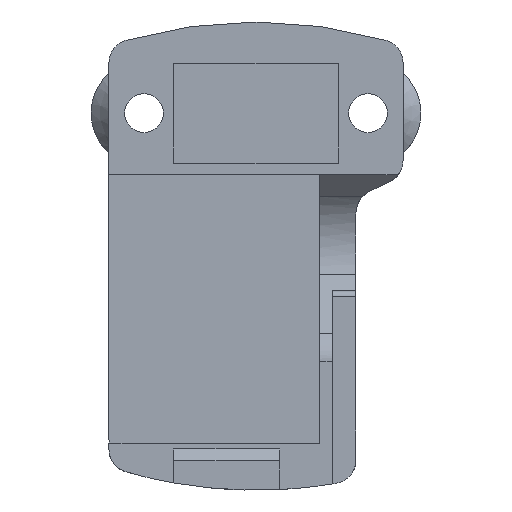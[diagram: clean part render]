
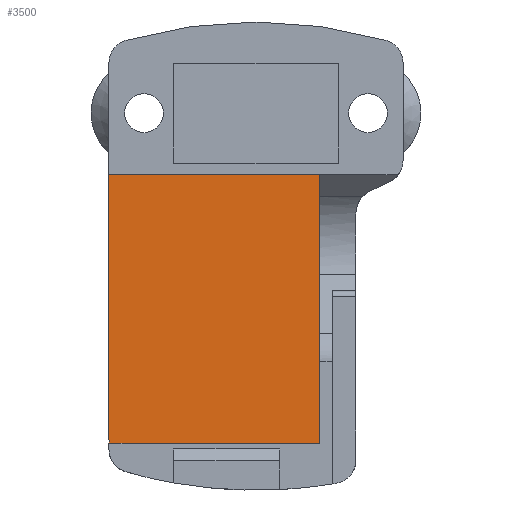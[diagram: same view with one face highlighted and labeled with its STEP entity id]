
A CAD part, front view. The second image highlights one B-rep face of the part: STEP entity #3500.
In plain terms, the highlighted planar face has unit normal (0, -1, 0).
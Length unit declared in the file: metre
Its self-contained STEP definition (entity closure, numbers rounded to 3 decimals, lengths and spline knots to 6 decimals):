
#200=B_SPLINE_CURVE_WITH_KNOTS('',3,(#4821,#4822,#4823,#4824),
 .UNSPECIFIED.,.F.,.F.,(4,4),(0.,0.00034),.UNSPECIFIED.);
#612=ORIENTED_EDGE('',*,*,#1645,.T.);
#613=ORIENTED_EDGE('',*,*,#1646,.T.);
#614=ORIENTED_EDGE('',*,*,#1647,.T.);
#615=ORIENTED_EDGE('',*,*,#1648,.F.);
#616=ORIENTED_EDGE('',*,*,#1641,.F.);
#617=ORIENTED_EDGE('',*,*,#1649,.F.);
#1641=EDGE_CURVE('',#2154,#2155,#2471,.T.);
#1645=EDGE_CURVE('',#2158,#2159,#2474,.T.);
#1646=EDGE_CURVE('',#2159,#2160,#200,.T.);
#1647=EDGE_CURVE('',#2160,#2161,#2475,.T.);
#1648=EDGE_CURVE('',#2155,#2161,#2476,.T.);
#1649=EDGE_CURVE('',#2158,#2154,#2477,.T.);
#2154=VERTEX_POINT('',#4810);
#2155=VERTEX_POINT('',#4811);
#2158=VERTEX_POINT('',#4819);
#2159=VERTEX_POINT('',#4820);
#2160=VERTEX_POINT('',#4825);
#2161=VERTEX_POINT('',#4827);
#2471=LINE('',#4809,#2722);
#2474=LINE('',#4818,#2725);
#2475=LINE('',#4826,#2726);
#2476=LINE('',#4828,#2727);
#2477=LINE('',#4829,#2728);
#2722=VECTOR('',#4013,1.);
#2725=VECTOR('',#4020,1.);
#2726=VECTOR('',#4021,1.);
#2727=VECTOR('',#4022,1.);
#2728=VECTOR('',#4023,1.);
#2949=EDGE_LOOP('',(#612,#613,#614,#615,#616,#617));
#3190=FACE_BOUND('',#2949,.T.);
#3419=PLANE('',#3751);
#3500=ADVANCED_FACE('',(#3190),#3419,.T.);
#3751=AXIS2_PLACEMENT_3D('',#4817,#4018,#4019);
#4013=DIRECTION('',(0.,0.,-1.));
#4018=DIRECTION('',(0.,-1.,0.));
#4019=DIRECTION('',(1.,0.,0.));
#4020=DIRECTION('',(0.,0.,-1.));
#4021=DIRECTION('',(1.,0.,0.));
#4022=DIRECTION('',(0.,0.,-1.));
#4023=DIRECTION('',(1.,0.,0.));
#4809=CARTESIAN_POINT('',(0.0054,0.,0.0114));
#4810=CARTESIAN_POINT('',(0.0054,0.,0.0228));
#4811=CARTESIAN_POINT('',(0.0054,0.,0.0166));
#4817=CARTESIAN_POINT('',(-0.00585,0.,0.0114));
#4818=CARTESIAN_POINT('',(-0.0125,0.,0.0159));
#4819=CARTESIAN_POINT('',(-0.0125,0.,0.0228));
#4820=CARTESIAN_POINT('',(-0.0125,0.,0.00034));
#4821=CARTESIAN_POINT('',(-0.0125,0.,0.00034));
#4822=CARTESIAN_POINT('',(-0.0125,0.,0.000226));
#4823=CARTESIAN_POINT('',(-0.012495,0.,0.000113));
#4824=CARTESIAN_POINT('',(-0.012486,0.,0.));
#4825=CARTESIAN_POINT('',(-0.012486,0.,0.));
#4826=CARTESIAN_POINT('',(-0.00585,0.,0.));
#4827=CARTESIAN_POINT('',(0.0054,0.,0.));
#4828=CARTESIAN_POINT('',(0.0054,0.,0.0114));
#4829=CARTESIAN_POINT('',(-0.00585,0.,0.0228));
